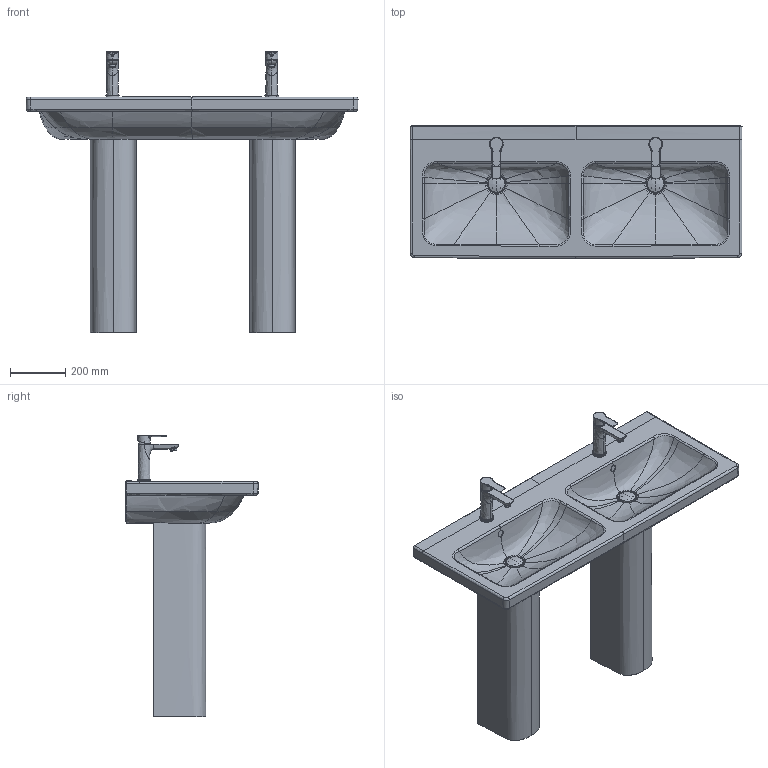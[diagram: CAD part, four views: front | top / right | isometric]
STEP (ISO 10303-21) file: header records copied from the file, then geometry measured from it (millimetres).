
FILE_DESCRIPTION(/* description */ (''),/* implementation_level */ '2;1');
FILE_NAME(/* name */ '240012_0866010000',/* time_stamp */ '2024-07-04T14:11:24+02:00',/* author */ (''),/* organization */ (''),/* preprocessor_version */ 'ST-DEVELOPER v15',/* originating_system */ '',/* authorisation */ '');
FILE_SCHEMA (('AUTOMOTIVE_DESIGN'));
Products named in the file (1): Document
Bounding box: 1200.04 x 480.07 x 1018.69 mm (x, y, z)
Volume: 34829575.3 mm3; surface area: 3657166.3 mm2
Topology: 9 solids, 221 shells, 1131 faces, 3266 edges, 2339 vertices
Faces by surface type: bspline 945, plane 186
Entity records: 177223 total; most frequent: CARTESIAN_POINT 158741, ORIENTED_EDGE 5398, EDGE_CURVE 3222, VERTEX_POINT 2337, B_SPLINE_CURVE_WITH_KNOTS 2297, EDGE_LOOP 1195, ADVANCED_FACE 1127, FACE_OUTER_BOUND 1127
